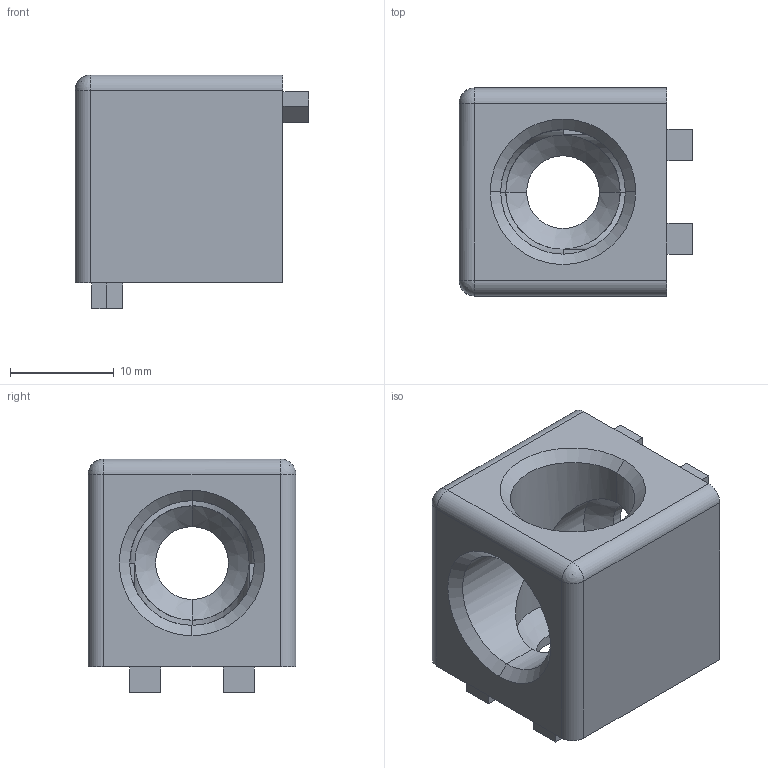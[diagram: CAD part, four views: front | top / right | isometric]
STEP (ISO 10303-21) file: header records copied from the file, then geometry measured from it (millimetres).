
FILE_DESCRIPTION (( 'STEP AP203' ), '1' );
FILE_NAME ('3_842_523_875_Bosch.step', '2024-06-10T07:00:23', ( '' ), ( '' ), 'SwSTEP 2.0', 'SolidWorks 2014', '' );
FILE_SCHEMA (( 'CONFIG_CONTROL_DESIGN' ));
Length unit declared in the file: millimetre
Products named in the file (1): 3_842_523_875_Bosch
Bounding box: 22.5 x 20 x 22.5 mm (x, y, z)
Volume: 5046.2 mm3; surface area: 3014.1 mm2
Topology: 1 solids, 1 shells, 64 faces, 159 edges, 97 vertices
Faces by surface type: plane 37, cylinder 17, cone 8, sphere 2
Entity records: 1981 total; most frequent: CARTESIAN_POINT 401, DIRECTION 310, ORIENTED_EDGE 308, EDGE_CURVE 154, VECTOR 112, LINE 112, AXIS2_PLACEMENT_3D 99, VERTEX_POINT 94
